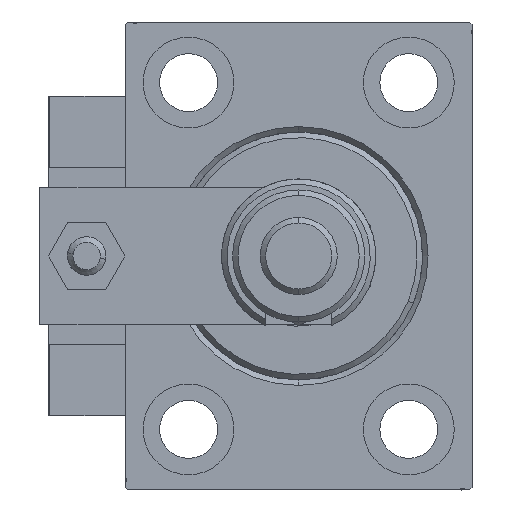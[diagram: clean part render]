
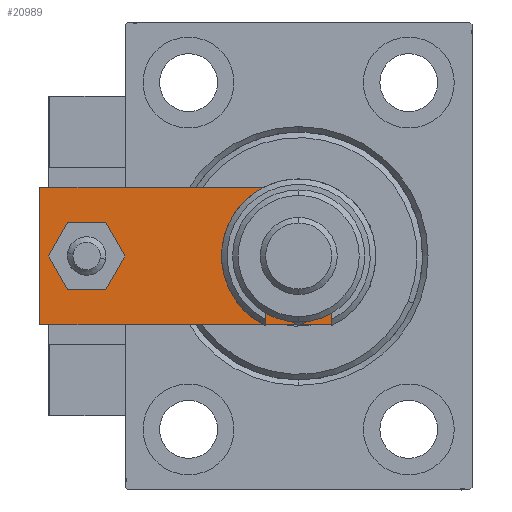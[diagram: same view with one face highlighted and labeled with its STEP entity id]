
A CAD part, left-side view. The second image highlights one B-rep face of the part: STEP entity #20989.
In plain terms, the highlighted face is planar.
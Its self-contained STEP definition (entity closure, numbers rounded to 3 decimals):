
#322 = CARTESIAN_POINT ( 'NONE',  ( -12.5, 0., 6. ) ) ;
#728 = AXIS2_PLACEMENT_3D ( 'NONE', #13541, #9217, #26247 ) ;
#1424 = ORIENTED_EDGE ( 'NONE', *, *, #28381, .F. ) ;
#1501 = ORIENTED_EDGE ( 'NONE', *, *, #9911, .T. ) ;
#1750 = VECTOR ( 'NONE', #26428, 1000. ) ;
#1860 = LINE ( 'NONE', #47627, #43607 ) ;
#2156 = VECTOR ( 'NONE', #21888, 1000. ) ;
#2759 = CARTESIAN_POINT ( 'NONE',  ( -2.75, -2.75, 6. ) ) ;
#2798 = CARTESIAN_POINT ( 'NONE',  ( 0., 13., 6. ) ) ;
#3900 = ORIENTED_EDGE ( 'NONE', *, *, #30978, .F. ) ;
#4974 = CARTESIAN_POINT ( 'NONE',  ( 8.25, 13., 6. ) ) ;
#5576 = VECTOR ( 'NONE', #50133, 1000. ) ;
#5706 = DIRECTION ( 'NONE',  ( 0., 0., 1. ) ) ;
#5802 = DIRECTION ( 'NONE',  ( 0., 0., 1. ) ) ;
#6479 = EDGE_CURVE ( 'NONE', #29132, #18324, #50435, .T. ) ;
#6498 = VECTOR ( 'NONE', #41656, 1000. ) ;
#7474 = ORIENTED_EDGE ( 'NONE', *, *, #46586, .T. ) ;
#8196 = VERTEX_POINT ( 'NONE', #23782 ) ;
#8634 = CARTESIAN_POINT ( 'NONE',  ( 12.5, 0., 6. ) ) ;
#9217 = DIRECTION ( 'NONE',  ( 0., 0., 1. ) ) ;
#9381 = CARTESIAN_POINT ( 'NONE',  ( -4., 51.5, 6. ) ) ;
#9911 = EDGE_CURVE ( 'NONE', #26723, #32448, #17092, .T. ) ;
#10237 = EDGE_CURVE ( 'NONE', #20313, #36183, #45742, .T. ) ;
#10504 = DIRECTION ( 'NONE',  ( 0., -1., 0. ) ) ;
#13157 = EDGE_CURVE ( 'NONE', #26595, #26723, #31724, .T. ) ;
#13541 = CARTESIAN_POINT ( 'NONE',  ( 0., 0., 6. ) ) ;
#14201 = DIRECTION ( 'NONE',  ( 1., 0., 0. ) ) ;
#15221 = CARTESIAN_POINT ( 'NONE',  ( -12.5, 60., 6. ) ) ;
#17092 = LINE ( 'NONE', #322, #5576 ) ;
#18324 = VERTEX_POINT ( 'NONE', #9381 ) ;
#18568 = AXIS2_PLACEMENT_3D ( 'NONE', #43369, #5706, #35495 ) ;
#18781 = EDGE_LOOP ( 'NONE', ( #37939, #22787, #1501, #30163, #49824, #7474 ) ) ;
#19193 = EDGE_LOOP ( 'NONE', ( #1424, #3900 ) ) ;
#19757 = CARTESIAN_POINT ( 'NONE',  ( 0., 13., 6. ) ) ;
#20313 = VERTEX_POINT ( 'NONE', #29123 ) ;
#20989 = ADVANCED_FACE ( 'NONE', ( #46859, #29525, #46057 ), #21924, .T. ) ;
#21888 = DIRECTION ( 'NONE',  ( 0., 1., 0. ) ) ;
#21924 = PLANE ( 'NONE',  #728 ) ;
#22787 = ORIENTED_EDGE ( 'NONE', *, *, #13157, .T. ) ;
#23782 = CARTESIAN_POINT ( 'NONE',  ( -8.25, 13., 6. ) ) ;
#25490 = CIRCLE ( 'NONE', #18568, 4. ) ;
#26247 = DIRECTION ( 'NONE',  ( 1., 0., 0. ) ) ;
#26428 = DIRECTION ( 'NONE',  ( -1., 0., 0. ) ) ;
#26595 = VERTEX_POINT ( 'NONE', #37831 ) ;
#26723 = VERTEX_POINT ( 'NONE', #35881 ) ;
#28381 = EDGE_CURVE ( 'NONE', #8196, #37930, #38382, .T. ) ;
#29123 = CARTESIAN_POINT ( 'NONE',  ( 12.5, 7., 6. ) ) ;
#29132 = VERTEX_POINT ( 'NONE', #29629 ) ;
#29525 = FACE_OUTER_BOUND ( 'NONE', #18781, .T. ) ;
#29527 = EDGE_CURVE ( 'NONE', #37213, #26595, #1860, .T. ) ;
#29629 = CARTESIAN_POINT ( 'NONE',  ( 4., 51.5, 6. ) ) ;
#29686 = AXIS2_PLACEMENT_3D ( 'NONE', #51306, #5802, #14201 ) ;
#30163 = ORIENTED_EDGE ( 'NONE', *, *, #32339, .T. ) ;
#30242 = CARTESIAN_POINT ( 'NONE',  ( 5.5, 0., 6. ) ) ;
#30348 = EDGE_CURVE ( 'NONE', #18324, #29132, #25490, .T. ) ;
#30508 = CARTESIAN_POINT ( 'NONE',  ( 12.5, 60., 6. ) ) ;
#30978 = EDGE_CURVE ( 'NONE', #37930, #8196, #39385, .T. ) ;
#31724 = LINE ( 'NONE', #2759, #36008 ) ;
#32339 = EDGE_CURVE ( 'NONE', #32448, #20313, #33767, .T. ) ;
#32448 = VERTEX_POINT ( 'NONE', #30242 ) ;
#33767 = LINE ( 'NONE', #49760, #6498 ) ;
#35493 = DIRECTION ( 'NONE',  ( 0., 0., 1. ) ) ;
#35495 = DIRECTION ( 'NONE',  ( 1., 0., 0. ) ) ;
#35881 = CARTESIAN_POINT ( 'NONE',  ( -5.5, 0., 6. ) ) ;
#36008 = VECTOR ( 'NONE', #52843, 1000. ) ;
#36183 = VERTEX_POINT ( 'NONE', #36617 ) ;
#36617 = CARTESIAN_POINT ( 'NONE',  ( 12.5, 60., 6. ) ) ;
#37213 = VERTEX_POINT ( 'NONE', #15221 ) ;
#37831 = CARTESIAN_POINT ( 'NONE',  ( -12.5, 7., 6. ) ) ;
#37930 = VERTEX_POINT ( 'NONE', #4974 ) ;
#37939 = ORIENTED_EDGE ( 'NONE', *, *, #29527, .T. ) ;
#38382 = CIRCLE ( 'NONE', #52208, 8.25 ) ;
#38648 = LINE ( 'NONE', #30508, #1750 ) ;
#39385 = CIRCLE ( 'NONE', #51463, 8.25 ) ;
#40128 = ORIENTED_EDGE ( 'NONE', *, *, #30348, .F. ) ;
#41656 = DIRECTION ( 'NONE',  ( 0.707, 0.707, 0. ) ) ;
#43369 = CARTESIAN_POINT ( 'NONE',  ( 0., 51.5, 6. ) ) ;
#43445 = DIRECTION ( 'NONE',  ( 0., 0., 1. ) ) ;
#43607 = VECTOR ( 'NONE', #10504, 1000. ) ;
#45742 = LINE ( 'NONE', #8634, #2156 ) ;
#46057 = FACE_BOUND ( 'NONE', #19193, .T. ) ;
#46586 = EDGE_CURVE ( 'NONE', #36183, #37213, #38648, .T. ) ;
#46859 = FACE_BOUND ( 'NONE', #51475, .T. ) ;
#47627 = CARTESIAN_POINT ( 'NONE',  ( -12.5, 60., 6. ) ) ;
#49760 = CARTESIAN_POINT ( 'NONE',  ( 2.75, -2.75, 6. ) ) ;
#49824 = ORIENTED_EDGE ( 'NONE', *, *, #10237, .T. ) ;
#50133 = DIRECTION ( 'NONE',  ( 1., 0., 0. ) ) ;
#50435 = CIRCLE ( 'NONE', #29686, 4. ) ;
#51306 = CARTESIAN_POINT ( 'NONE',  ( 0., 51.5, 6. ) ) ;
#51463 = AXIS2_PLACEMENT_3D ( 'NONE', #2798, #43445, #52354 ) ;
#51475 = EDGE_LOOP ( 'NONE', ( #40128, #52888 ) ) ;
#52013 = DIRECTION ( 'NONE',  ( 1., 0., 0. ) ) ;
#52208 = AXIS2_PLACEMENT_3D ( 'NONE', #19757, #35493, #52013 ) ;
#52354 = DIRECTION ( 'NONE',  ( 1., 0., 0. ) ) ;
#52843 = DIRECTION ( 'NONE',  ( 0.707, -0.707, 0. ) ) ;
#52888 = ORIENTED_EDGE ( 'NONE', *, *, #6479, .F. ) ;
